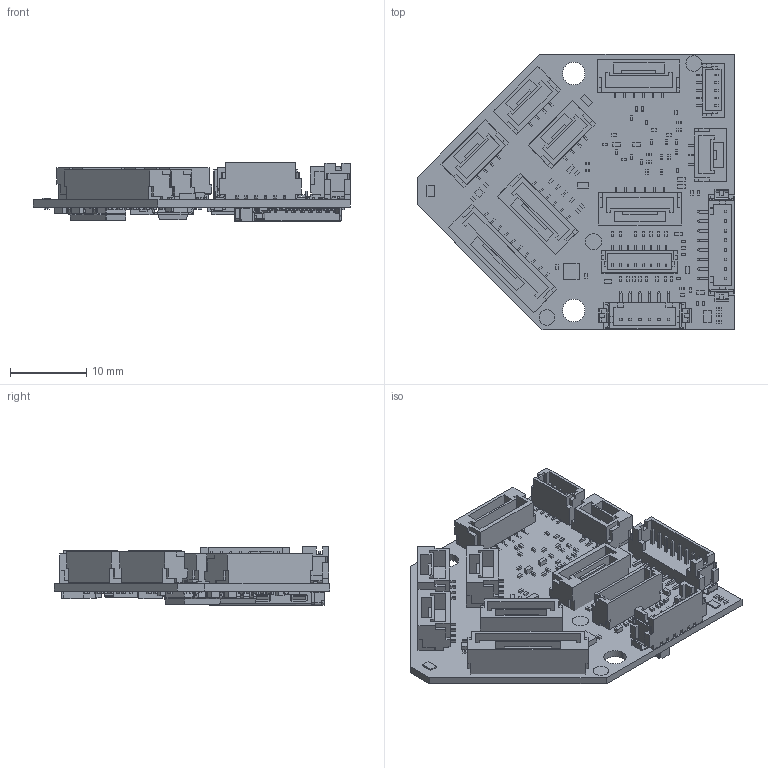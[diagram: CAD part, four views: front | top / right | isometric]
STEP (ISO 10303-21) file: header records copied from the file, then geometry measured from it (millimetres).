
FILE_DESCRIPTION(/* description */ ('PCB Design'),/* implementation_level */ '2;1');
FILE_NAME(/* name */ 'BRD-M0018_rev-A_122721_update_symbols_for_step',/* time_stamp */ '2021-12-27T15:36:17-08:00',/* author */ (''),/* organization */ (''),/* preprocessor_version */ 'ST-DEVELOPER v16',/* originating_system */ 'allegro_17.4S014',/* authorisation */ '');
FILE_SCHEMA (('AP203_CONFIGURATION_CONTROLLED_3D_DESIGN_OF_MECHANICAL_PARTS_AND_ASSEMBLIES_MIM_LF { 1 0 10303 203 3 1 4 }'));
Products named in the file (78): BRD-M0018_REV-A_122721_UPDATE_SYMBOLS_FOR_STEP; BOARD_OUTLINE; COMPONENTS; TP_2MM; FIDUCIAL_040R080M; HRS_DF13C-8P-1P25V51; 8XSON; HRS_DF13C-6P-1P25V51; SOT782-1; DIO-0201; BGA201C65P15X15_1000X1000X6; XTAL_CX3225GB16000D0HEQCC; LGA-16_BMI088; LGA-14_ICM-42688; LGA-16_ICM-20602; JST_BM10B-GHS-TBT; HVSON-8; 3M_2908-05WB-MG; JST_BM04B-GHS-TBT; JST_BM06B-GHS-TBT; CAP-0201; SOT230P700X180-4N; JST_BM05B-SRSS-TB; CAP-0603; BEAD-0402; CAP-0402; JST_BM03B-GHS-TBT; JST_BM08B-SRSS-TBLFSN; LED_SMLP36RGB2W3R; XTAL_ST3215SB32768C0HPWBB; RES-0201; YZV4; SOIC-08; LGA-10_BMP388; DF13C-8P-1_25V_X_8A_S_H_-114370.ASM; DF13C-8P-1_25V_X_8A_S_H_-114040.PRT; 8XSON.step; Open CASCADE STEP translator 6.8 7.1; Body; Open CASCADE STEP translator 6.8 7.2.1 ...
Assembly tree (265 placements, depth 6):
  BRD-M0018_REV-A_122721_UPDATE_SYMBOLS_FOR_STEP
    BOARD_OUTLINE
    COMPONENTS
      TP_2MM
      FIDUCIAL_040R080M  x4
      HRS_DF13C-8P-1P25V51
        DF13C-8P-1_25V_X_8A_S_H_-114370.ASM
          DF13C-8P-1_25V_X_8A_S_H_-114040.PRT
      8XSON  x2
        8XSON.step
          Open CASCADE STEP translator 6.8 7.1
          Body
            Open CASCADE STEP translator 6.8 7.2.1
      HRS_DF13C-6P-1P25V51
        DF13C-6P-1.25VÈª
      SOT782-1
        SOT782-1.step
          Open CASCADE STEP translator 6.8 23.1
          Body
            Open CASCADE STEP translator 6.8 23.2.1
          Thermal_Shape
          Pin_Shape  x8
            Open CASCADE STEP translator 6.8 23.4.1
      DIO-0201  x63
      BGA201C65P15X15_1000X1000X6
      XTAL_CX3225GB16000D0HEQCC
        User Library-Crystal_ECX-32
          User Library-Crystal_ECX-32_MetalFrame
          User Library-Crystal_ECX-32_Pin1Marker
          User Library-Crystal_ECX-32_Pin3
          User Library-Crystal_ECX-32_Pin1
          User Library-Crystal_ECX-32_Lid
          User Library-Crystal_ECX-32_Pin4
          User Library-Crystal_ECX-32_Pin2
          User Library-Crystal_ECX-32_Ceramic
      LGA-16_BMI088
      LGA-14_ICM-42688
        LGA-14_ICM-42688.step
          Open CASCADE STEP translator 6.8 49.1
          Body
            Open CASCADE STEP translator 6.8 49.2.1
          Pin_Shape  x14
      LGA-16_ICM-20602
        product
      JST_BM10B-GHS-TBT
        BM10B-GHS
      HVSON-8
      3M_2908-05WB-MG
        a0p7B6CFuep1
      JST_BM04B-GHS-TBT  x3
        BM04B-GHS
      JST_BM06B-GHS-TBT  x3
        BM06B-GHS
      CAP-0201  x44
      SOT230P700X180-4N
        SOT230P700X180-4N.step
          Body
            Open CASCADE STEP translator 6.8 5.1.1
          Lead  x3
          Tab
Bounding box: 41.56 x 36 x 7.65 mm (x, y, z)
Volume: 1458 mm3; surface area: 8018.8 mm2
Topology: 196 solids, 339 shells, 5164 faces, 12928 edges, 8303 vertices
Faces by surface type: plane 4587, cylinder 467, bspline 65, sphere 20, torus 19, cone 6
Full cylindrical faces by diameter (mm): 0.131 x2, 0.155 x1, 0.199 x1, 0.375 x1, 0.388 x1
Entity records: 117061 total; most frequent: CARTESIAN_POINT 31799, ORIENTED_EDGE 16715, DIRECTION 12992, EDGE_CURVE 8375, VECTOR 5671, LINE 5671, VERTEX_POINT 5440, AXIS2_PLACEMENT_3D 3948
